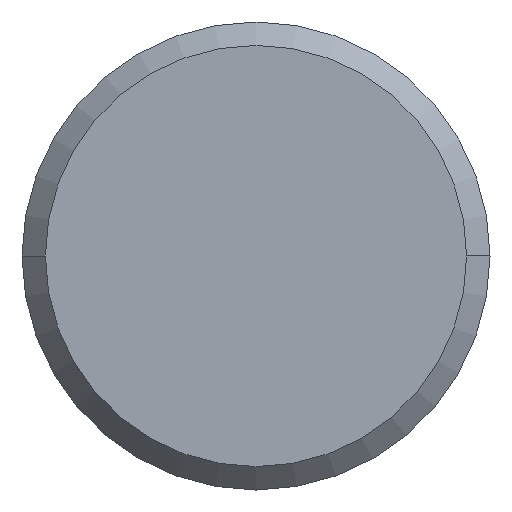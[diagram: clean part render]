
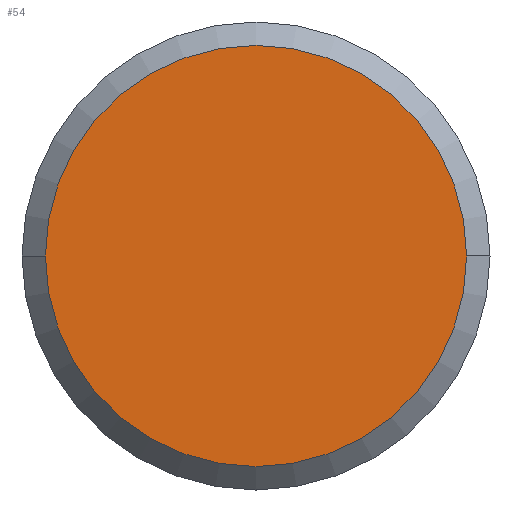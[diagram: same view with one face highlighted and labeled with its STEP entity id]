
A CAD part, left-side view. The second image highlights one B-rep face of the part: STEP entity #54.
In plain terms, the highlighted planar face has unit normal (-1, 0, 0).
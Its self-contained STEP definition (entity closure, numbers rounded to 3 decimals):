
#2 = EDGE_LOOP ( 'NONE', ( #91, #342 ) ) ;
#19 = DIRECTION ( 'NONE',  ( 0., 1., 0. ) ) ;
#23 = VERTEX_POINT ( 'NONE', #190 ) ;
#49 = AXIS2_PLACEMENT_3D ( 'NONE', #101, #248, #70 ) ;
#52 = DIRECTION ( 'NONE',  ( 1., 0., 0. ) ) ;
#54 = ADVANCED_FACE ( 'NONE', ( #246 ), #222, .T. ) ;
#70 = DIRECTION ( 'NONE',  ( 0., -1., 0. ) ) ;
#91 = ORIENTED_EDGE ( 'NONE', *, *, #148, .F. ) ;
#101 = CARTESIAN_POINT ( 'NONE',  ( -49., 0., 0. ) ) ;
#112 = VERTEX_POINT ( 'NONE', #251 ) ;
#148 = EDGE_CURVE ( 'NONE', #112, #23, #202, .T. ) ;
#171 = EDGE_CURVE ( 'NONE', #23, #112, #340, .T. ) ;
#190 = CARTESIAN_POINT ( 'NONE',  ( -49., -4.5, 0. ) ) ;
#200 = DIRECTION ( 'NONE',  ( 1., 0., 0. ) ) ;
#202 = CIRCLE ( 'NONE', #277, 4.5 ) ;
#222 = PLANE ( 'NONE',  #49 ) ;
#233 = CARTESIAN_POINT ( 'NONE',  ( -49., 0., 0. ) ) ;
#246 = FACE_OUTER_BOUND ( 'NONE', #2, .T. ) ;
#248 = DIRECTION ( 'NONE',  ( -1., 0., 0. ) ) ;
#251 = CARTESIAN_POINT ( 'NONE',  ( -49., 4.5, 0. ) ) ;
#257 = DIRECTION ( 'NONE',  ( 0., 1., 0. ) ) ;
#277 = AXIS2_PLACEMENT_3D ( 'NONE', #358, #200, #19 ) ;
#312 = AXIS2_PLACEMENT_3D ( 'NONE', #233, #52, #257 ) ;
#340 = CIRCLE ( 'NONE', #312, 4.5 ) ;
#342 = ORIENTED_EDGE ( 'NONE', *, *, #171, .F. ) ;
#358 = CARTESIAN_POINT ( 'NONE',  ( -49., 0., 0. ) ) ;
